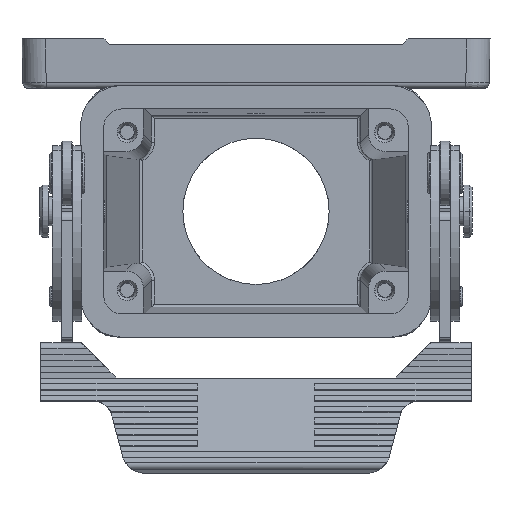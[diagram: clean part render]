
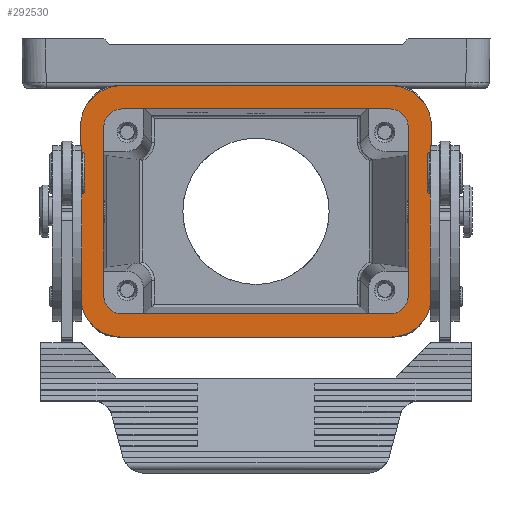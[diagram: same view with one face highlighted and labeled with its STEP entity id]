
A CAD part, front view. The second image highlights one B-rep face of the part: STEP entity #292530.
In plain terms, the highlighted face is planar.
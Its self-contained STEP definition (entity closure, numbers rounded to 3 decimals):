
#82910=CARTESIAN_POINT('',(-13.104,96.87,
33.295));
#82920=VERTEX_POINT('',#82910);
#82950=CARTESIAN_POINT('',(-13.104,0.,33.295));
#82960=DIRECTION('',(0.,-1.,0.));
#82970=VECTOR('',#82960,1.);
#82980=LINE('',#82950,#82970);
#82990=CARTESIAN_POINT('',(-13.104,98.315,
33.295));
#83000=VERTEX_POINT('',#82990);
#83010=EDGE_CURVE('',#83000,#82920,#82980,.T.);
#116990=CARTESIAN_POINT('',(-72.704,98.315,
33.295));
#117000=VERTEX_POINT('',#116990);
#117030=CARTESIAN_POINT('',(-72.704,0.,33.295));
#117040=DIRECTION('',(0.,-1.,0.));
#117050=VECTOR('',#117040,1.);
#117060=LINE('',#117030,#117050);
#117070=CARTESIAN_POINT('',(-72.704,96.87,
33.295));
#117080=VERTEX_POINT('',#117070);
#117090=EDGE_CURVE('',#117000,#117080,#117060,.T.);
#290510=CARTESIAN_POINT('',(-12.904,73.575,
33.295));
#290520=DIRECTION('',(0.,1.,0.));
#290530=VECTOR('',#290520,1.);
#290540=LINE('',#290510,#290530);
#290550=CARTESIAN_POINT('',(-12.904,67.654,
33.295));
#290560=VERTEX_POINT('',#290550);
#290570=CARTESIAN_POINT('',(-12.904,96.654,
33.295));
#290580=VERTEX_POINT('',#290570);
#290590=EDGE_CURVE('',#290560,#290580,#290540,.T.);
#290950=CARTESIAN_POINT('',(-90.839,73.575,
33.295));
#290960=DIRECTION('',(0.,0.,1.));
#290970=DIRECTION('',(1.,0.,0.));
#290980=AXIS2_PLACEMENT_3D('',#290950,#290960,#290970);
#290990=PLANE('',#290980);
#291000=CARTESIAN_POINT('',(-65.904,96.654,
33.295));
#291010=DIRECTION('',(0.,0.,1.));
#291020=DIRECTION('',(1.,0.,0.));
#291030=AXIS2_PLACEMENT_3D('',#291000,#291010,#291020);
#291040=CIRCLE('',#291030,7.);
#291050=CARTESIAN_POINT('',(-72.901,96.87,
33.295));
#291060=VERTEX_POINT('',#291050);
#291070=CARTESIAN_POINT('',(-72.904,96.654,
33.295));
#291080=VERTEX_POINT('',#291070);
#291090=EDGE_CURVE('',#291060,#291080,#291040,.T.);
#291100=ORIENTED_EDGE('',*,*,#291090,.T.);
#291110=CARTESIAN_POINT('',(-74.204,96.87,
33.295));
#291120=DIRECTION('',(1.,0.,0.));
#291130=VECTOR('',#291120,1.);
#291140=LINE('',#291110,#291130);
#291150=EDGE_CURVE('',#291060,#117080,#291140,.T.);
#291160=ORIENTED_EDGE('',*,*,#291150,.F.);
#291170=ORIENTED_EDGE('',*,*,#117090,.T.);
#291180=CARTESIAN_POINT('',(-65.904,103.654,
33.295));
#291190=VERTEX_POINT('',#291180);
#291200=EDGE_CURVE('',#291190,#117000,#291040,.T.);
#291210=ORIENTED_EDGE('',*,*,#291200,.T.);
#291220=CARTESIAN_POINT('',(-90.839,103.654,
33.295));
#291230=DIRECTION('',(-1.,0.,0.));
#291240=VECTOR('',#291230,1.);
#291250=LINE('',#291220,#291240);
#291260=CARTESIAN_POINT('',(-19.904,103.654,
33.295));
#291270=VERTEX_POINT('',#291260);
#291280=EDGE_CURVE('',#291270,#291190,#291250,.T.);
#291290=ORIENTED_EDGE('',*,*,#291280,.T.);
#291300=CARTESIAN_POINT('',(-19.904,96.654,
33.295));
#291310=DIRECTION('',(0.,0.,1.));
#291320=DIRECTION('',(1.,0.,0.));
#291330=AXIS2_PLACEMENT_3D('',#291300,#291310,#291320);
#291340=CIRCLE('',#291330,7.);
#291350=EDGE_CURVE('',#83000,#291270,#291340,.T.);
#291360=ORIENTED_EDGE('',*,*,#291350,.T.);
#291370=ORIENTED_EDGE('',*,*,#83010,.F.);
#291380=CARTESIAN_POINT('',(-13.104,96.87,
33.295));
#291390=DIRECTION('',(1.,0.,0.));
#291400=VECTOR('',#291390,1.);
#291410=LINE('',#291380,#291400);
#291420=CARTESIAN_POINT('',(-12.907,96.87,
33.295));
#291430=VERTEX_POINT('',#291420);
#291440=EDGE_CURVE('',#82920,#291430,#291410,.T.);
#291450=ORIENTED_EDGE('',*,*,#291440,.F.);
#291460=EDGE_CURVE('',#290580,#291430,#291340,.T.);
#291470=ORIENTED_EDGE('',*,*,#291460,.T.);
#291480=ORIENTED_EDGE('',*,*,#290590,.T.);
#291490=CARTESIAN_POINT('',(-19.904,67.654,
33.295));
#291500=DIRECTION('',(0.,0.,1.));
#291510=DIRECTION('',(1.,0.,0.));
#291520=AXIS2_PLACEMENT_3D('',#291490,#291500,#291510);
#291530=CIRCLE('',#291520,7.);
#291540=CARTESIAN_POINT('',(-19.904,60.654,
33.295));
#291550=VERTEX_POINT('',#291540);
#291560=EDGE_CURVE('',#291550,#290560,#291530,.T.);
#291570=ORIENTED_EDGE('',*,*,#291560,.T.);
#291580=CARTESIAN_POINT('',(-90.839,60.654,
33.295));
#291590=DIRECTION('',(1.,0.,0.));
#291600=VECTOR('',#291590,1.);
#291610=LINE('',#291580,#291600);
#291620=CARTESIAN_POINT('',(-65.904,60.654,
33.295));
#291630=VERTEX_POINT('',#291620);
#291640=EDGE_CURVE('',#291630,#291550,#291610,.T.);
#291650=ORIENTED_EDGE('',*,*,#291640,.T.);
#291660=CARTESIAN_POINT('',(-65.904,67.654,
33.295));
#291670=DIRECTION('',(0.,0.,1.));
#291680=DIRECTION('',(1.,0.,0.));
#291690=AXIS2_PLACEMENT_3D('',#291660,#291670,#291680);
#291700=CIRCLE('',#291690,7.);
#291710=CARTESIAN_POINT('',(-72.904,67.654,
33.295));
#291720=VERTEX_POINT('',#291710);
#291730=EDGE_CURVE('',#291720,#291630,#291700,.T.);
#291740=ORIENTED_EDGE('',*,*,#291730,.T.);
#291750=CARTESIAN_POINT('',(-72.904,73.575,
33.295));
#291760=DIRECTION('',(0.,1.,0.));
#291770=VECTOR('',#291760,1.);
#291780=LINE('',#291750,#291770);
#291790=EDGE_CURVE('',#291720,#291080,#291780,.T.);
#291800=ORIENTED_EDGE('',*,*,#291790,.F.);
#291810=EDGE_LOOP('',(#291800,#291740,#291650,#291570,#291480,#291470,
#291450,#291370,#291360,#291290,#291210,#291170,#291160,#291100));
#291820=FACE_OUTER_BOUND('',#291810,.T.);
#291830=CARTESIAN_POINT('',(-65.904,67.654,
33.295));
#291840=DIRECTION('',(0.,0.,1.));
#291850=DIRECTION('',(1.,0.,0.));
#291860=AXIS2_PLACEMENT_3D('',#291830,#291840,#291850);
#291870=CIRCLE('',#291860,3.);
#291880=CARTESIAN_POINT('',(-68.904,67.654,
33.295));
#291890=VERTEX_POINT('',#291880);
#291900=CARTESIAN_POINT('',(-65.904,64.654,
33.295));
#291910=VERTEX_POINT('',#291900);
#291920=EDGE_CURVE('',#291890,#291910,#291870,.T.);
#291930=ORIENTED_EDGE('',*,*,#291920,.F.);
#291940=CARTESIAN_POINT('',(-90.839,64.654,
33.295));
#291950=DIRECTION('',(-1.,0.,0.));
#291960=VECTOR('',#291950,1.);
#291970=LINE('',#291940,#291960);
#291980=CARTESIAN_POINT('',(-19.904,64.654,
33.295));
#291990=VERTEX_POINT('',#291980);
#292000=EDGE_CURVE('',#291990,#291910,#291970,.T.);
#292010=ORIENTED_EDGE('',*,*,#292000,.T.);
#292020=CARTESIAN_POINT('',(-19.904,67.654,
33.295));
#292030=DIRECTION('',(0.,0.,1.));
#292040=DIRECTION('',(1.,0.,0.));
#292050=AXIS2_PLACEMENT_3D('',#292020,#292030,#292040);
#292060=CIRCLE('',#292050,3.);
#292070=CARTESIAN_POINT('',(-16.904,67.654,
33.295));
#292080=VERTEX_POINT('',#292070);
#292090=EDGE_CURVE('',#291990,#292080,#292060,.T.);
#292100=ORIENTED_EDGE('',*,*,#292090,.F.);
#292110=CARTESIAN_POINT('',(-16.904,73.575,
33.295));
#292120=DIRECTION('',(0.,-1.,0.));
#292130=VECTOR('',#292120,1.);
#292140=LINE('',#292110,#292130);
#292150=CARTESIAN_POINT('',(-16.904,96.654,
33.295));
#292160=VERTEX_POINT('',#292150);
#292170=EDGE_CURVE('',#292160,#292080,#292140,.T.);
#292180=ORIENTED_EDGE('',*,*,#292170,.T.);
#292190=CARTESIAN_POINT('',(-19.904,96.654,
33.295));
#292200=DIRECTION('',(0.,0.,1.));
#292210=DIRECTION('',(1.,0.,0.));
#292220=AXIS2_PLACEMENT_3D('',#292190,#292200,#292210);
#292230=CIRCLE('',#292220,3.);
#292240=CARTESIAN_POINT('',(-19.904,99.654,
33.295));
#292250=VERTEX_POINT('',#292240);
#292260=EDGE_CURVE('',#292160,#292250,#292230,.T.);
#292270=ORIENTED_EDGE('',*,*,#292260,.F.);
#292280=CARTESIAN_POINT('',(-90.839,99.654,
33.295));
#292290=DIRECTION('',(1.,0.,0.));
#292300=VECTOR('',#292290,1.);
#292310=LINE('',#292280,#292300);
#292320=CARTESIAN_POINT('',(-65.904,99.654,
33.295));
#292330=VERTEX_POINT('',#292320);
#292340=EDGE_CURVE('',#292330,#292250,#292310,.T.);
#292350=ORIENTED_EDGE('',*,*,#292340,.T.);
#292360=CARTESIAN_POINT('',(-65.904,96.654,
33.295));
#292370=DIRECTION('',(0.,0.,1.));
#292380=DIRECTION('',(1.,0.,0.));
#292390=AXIS2_PLACEMENT_3D('',#292360,#292370,#292380);
#292400=CIRCLE('',#292390,3.);
#292410=CARTESIAN_POINT('',(-68.904,96.654,
33.295));
#292420=VERTEX_POINT('',#292410);
#292430=EDGE_CURVE('',#292330,#292420,#292400,.T.);
#292440=ORIENTED_EDGE('',*,*,#292430,.F.);
#292450=CARTESIAN_POINT('',(-68.904,73.575,
33.295));
#292460=DIRECTION('',(0.,-1.,0.));
#292470=VECTOR('',#292460,1.);
#292480=LINE('',#292450,#292470);
#292490=EDGE_CURVE('',#292420,#291890,#292480,.T.);
#292500=ORIENTED_EDGE('',*,*,#292490,.F.);
#292510=EDGE_LOOP('',(#292500,#292440,#292350,#292270,#292180,#292100,
#292010,#291930));
#292520=FACE_BOUND('',#292510,.T.);
#292530=ADVANCED_FACE('',(#291820,#292520),#290990,.T.);
